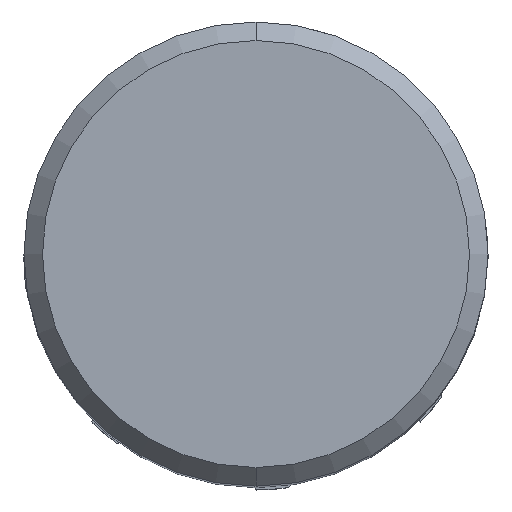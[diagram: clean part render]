
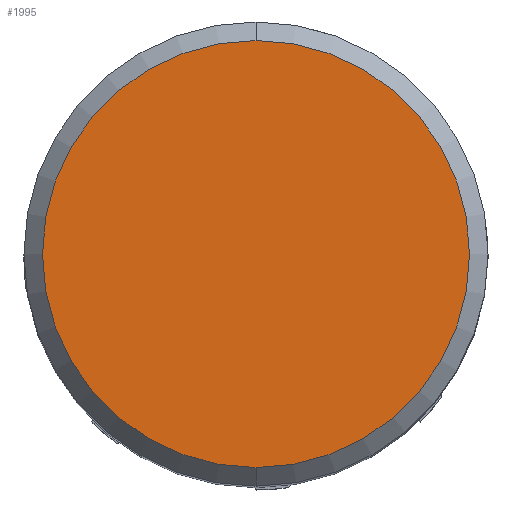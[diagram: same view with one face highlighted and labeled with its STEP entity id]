
A CAD part, top view. The second image highlights one B-rep face of the part: STEP entity #1995.
In plain terms, the highlighted planar face has unit normal (0, 0, 1).
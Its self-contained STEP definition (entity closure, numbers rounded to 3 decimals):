
#1821=VERTEX_POINT('',#4408);
#1995=ADVANCED_FACE('',(#4594),#4595,.T.);
#2393=EDGE_CURVE('',#1821,#2477,#5024,.T.);
#2477=VERTEX_POINT('',#5114);
#3051=EDGE_CURVE('',#2477,#1821,#5733,.T.);
#4408=CARTESIAN_POINT('',(0.0,11.5,0.0));
#4594=FACE_OUTER_BOUND('',#8560,.T.);
#4595=PLANE('',#8561);
#5024=CIRCLE('',#9683,11.5);
#5114=CARTESIAN_POINT('',(0.,-11.5,0.0));
#5733=CIRCLE('',#11279,11.5);
#8560=EDGE_LOOP('',(#14033,#14034));
#8561=AXIS2_PLACEMENT_3D('',#14035,#14036,#14037);
#9683=AXIS2_PLACEMENT_3D('',#14494,#14495,#14496);
#11279=AXIS2_PLACEMENT_3D('',#15214,#15215,#15216);
#14033=ORIENTED_EDGE('',*,*,#2393,.F.);
#14034=ORIENTED_EDGE('',*,*,#3051,.F.);
#14035=CARTESIAN_POINT('',(0.0,5.75,0.0));
#14036=DIRECTION('',(-0.0,0.0,1.0));
#14037=DIRECTION('',(0.0,-1.0,0.0));
#14494=CARTESIAN_POINT('',(0.0,0.0,0.0));
#14495=DIRECTION('',(0.0,0.0,-1.0));
#14496=DIRECTION('',(0.0,1.0,0.0));
#15214=CARTESIAN_POINT('',(0.0,0.0,0.0));
#15215=DIRECTION('',(0.0,0.0,-1.0));
#15216=DIRECTION('',(0.0,1.0,0.0));
